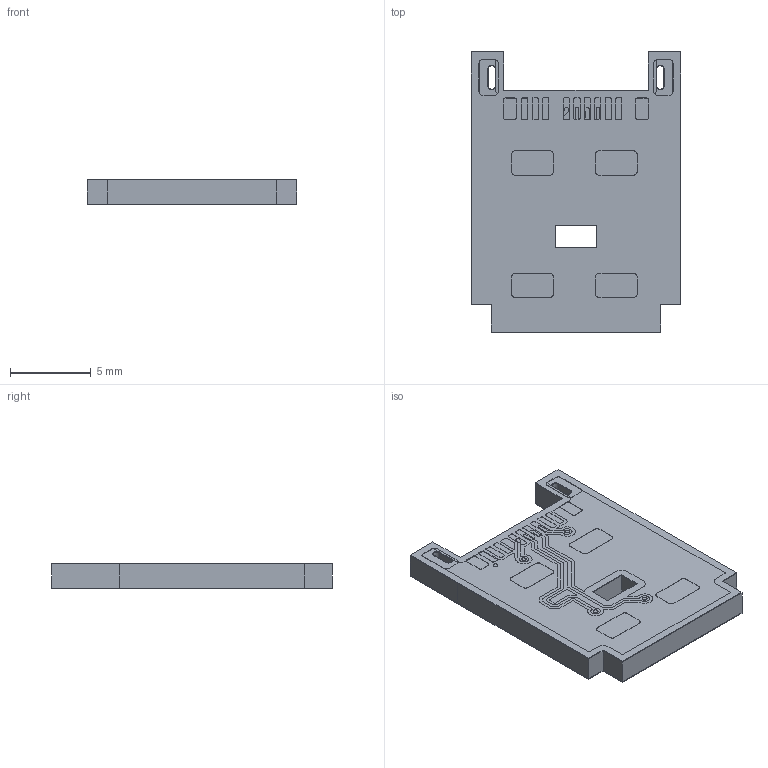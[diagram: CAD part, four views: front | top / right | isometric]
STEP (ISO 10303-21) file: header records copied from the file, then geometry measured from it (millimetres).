
FILE_DESCRIPTION(('KiCad electronic assembly'),'2;1');
FILE_NAME('v1.2.step','2026-02-11T23:21:58',('Pcbnew'),('Kicad'), 'Open CASCADE STEP processor 7.9','KiCad to STEP converter','Unknown' );
FILE_SCHEMA(('AUTOMOTIVE_DESIGN { 1 0 10303 214 1 1 1 1 }'));
Length unit declared in the file: millimetre
Products named in the file (7): v1.2 1; v1_copper; v1_pad; v1_via; v1_soldermask; v1_PCB
Assembly tree (6 placements, depth 2):
  v1.2 1
    v1_copper
    v1_pad
    v1_via
    v1_soldermask
    v1_soldermask
    v1_PCB
Bounding box: 13 x 17.4 x 1.61 mm (x, y, z)
Volume: 307.1 mm3; surface area: 1562.1 mm2
Topology: 45 solids, 47 shells, 818 faces, 2372 edges, 1646 vertices
Faces by surface type: plane 616, cylinder 202
Full cylindrical faces by diameter (mm): 0.275 x10, 0.3 x10, 1.85 x6
Entity records: 27451 total; most frequent: CARTESIAN_POINT 4843, ORIENTED_EDGE 4550, DIRECTION 4508, EDGE_CURVE 2372, LINE 1886, VECTOR 1886, VERTEX_POINT 1646, AXIS2_PLACEMENT_3D 1311
